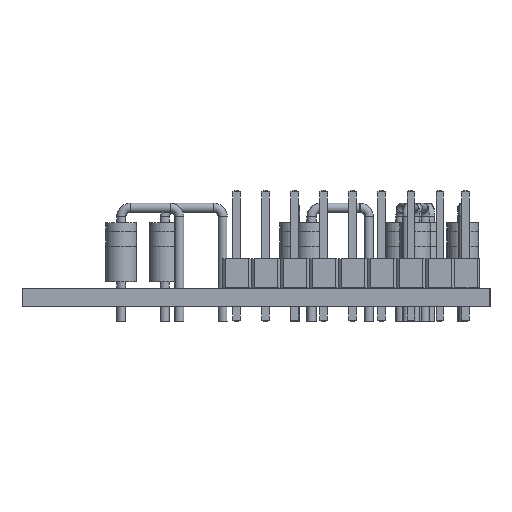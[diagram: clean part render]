
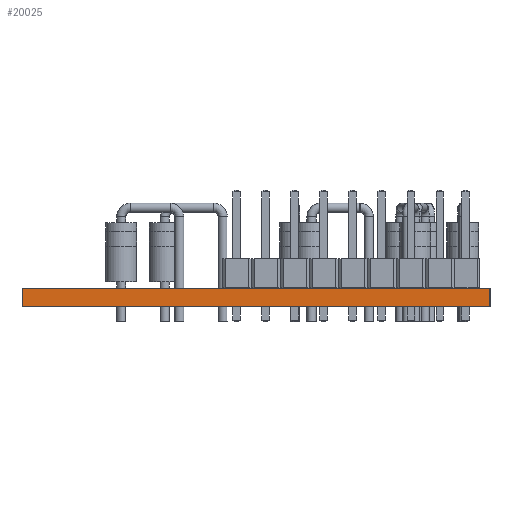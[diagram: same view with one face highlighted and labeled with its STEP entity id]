
A CAD part, left-side view. The second image highlights one B-rep face of the part: STEP entity #20025.
In plain terms, the highlighted planar face has unit normal (-1, 0, 0).
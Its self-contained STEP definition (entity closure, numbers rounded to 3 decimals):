
#19844 = PLANE('',#19845);
#19845 = AXIS2_PLACEMENT_3D('',#19846,#19847,#19848);
#19846 = CARTESIAN_POINT('',(260.422,-110.581,0.));
#19847 = DIRECTION('',(0.,-1.,0.));
#19848 = DIRECTION('',(-1.,0.,0.));
#19869 = VERTEX_POINT('',#19870);
#19870 = CARTESIAN_POINT('',(40.465,-110.581,1.58));
#19884 = PLANE('',#19885);
#19885 = AXIS2_PLACEMENT_3D('',#19886,#19887,#19888);
#19886 = CARTESIAN_POINT('',(150.443,-90.089,1.58));
#19887 = DIRECTION('',(-0.,-0.,-1.));
#19888 = DIRECTION('',(-1.,0.,0.));
#19896 = EDGE_CURVE('',#19897,#19869,#19899,.T.);
#19897 = VERTEX_POINT('',#19898);
#19898 = CARTESIAN_POINT('',(40.465,-110.581,0.));
#19899 = SURFACE_CURVE('',#19900,(#19904,#19911),.PCURVE_S1.);
#19900 = LINE('',#19901,#19902);
#19901 = CARTESIAN_POINT('',(40.465,-110.581,0.));
#19902 = VECTOR('',#19903,1.);
#19903 = DIRECTION('',(0.,0.,1.));
#19904 = PCURVE('',#19844,#19905);
#19905 = DEFINITIONAL_REPRESENTATION('',(#19906),#19910);
#19906 = LINE('',#19907,#19908);
#19907 = CARTESIAN_POINT('',(219.957,0.));
#19908 = VECTOR('',#19909,1.);
#19909 = DIRECTION('',(0.,-1.));
#19910 = ( GEOMETRIC_REPRESENTATION_CONTEXT(2) 
PARAMETRIC_REPRESENTATION_CONTEXT() REPRESENTATION_CONTEXT('2D SPACE',''
  ) );
#19911 = PCURVE('',#19912,#19917);
#19912 = PLANE('',#19913);
#19913 = AXIS2_PLACEMENT_3D('',#19914,#19915,#19916);
#19914 = CARTESIAN_POINT('',(40.465,-110.581,0.));
#19915 = DIRECTION('',(-1.,0.,0.));
#19916 = DIRECTION('',(0.,1.,0.));
#19917 = DEFINITIONAL_REPRESENTATION('',(#19918),#19922);
#19918 = LINE('',#19919,#19920);
#19919 = CARTESIAN_POINT('',(0.,0.));
#19920 = VECTOR('',#19921,1.);
#19921 = DIRECTION('',(0.,-1.));
#19922 = ( GEOMETRIC_REPRESENTATION_CONTEXT(2) 
PARAMETRIC_REPRESENTATION_CONTEXT() REPRESENTATION_CONTEXT('2D SPACE',''
  ) );
#19938 = PLANE('',#19939);
#19939 = AXIS2_PLACEMENT_3D('',#19940,#19941,#19942);
#19940 = CARTESIAN_POINT('',(150.443,-90.089,0.));
#19941 = DIRECTION('',(-0.,-0.,-1.));
#19942 = DIRECTION('',(-1.,0.,0.));
#19971 = PLANE('',#19972);
#19972 = AXIS2_PLACEMENT_3D('',#19973,#19974,#19975);
#19973 = CARTESIAN_POINT('',(40.465,-69.596,0.));
#19974 = DIRECTION('',(0.,1.,0.));
#19975 = DIRECTION('',(1.,0.,0.));
#20025 = ADVANCED_FACE('',(#20026),#19912,.T.);
#20026 = FACE_BOUND('',#20027,.T.);
#20027 = EDGE_LOOP('',(#20028,#20029,#20052,#20075));
#20028 = ORIENTED_EDGE('',*,*,#19896,.T.);
#20029 = ORIENTED_EDGE('',*,*,#20030,.T.);
#20030 = EDGE_CURVE('',#19869,#20031,#20033,.T.);
#20031 = VERTEX_POINT('',#20032);
#20032 = CARTESIAN_POINT('',(40.465,-69.596,1.58));
#20033 = SURFACE_CURVE('',#20034,(#20038,#20045),.PCURVE_S1.);
#20034 = LINE('',#20035,#20036);
#20035 = CARTESIAN_POINT('',(40.465,-110.581,1.58));
#20036 = VECTOR('',#20037,1.);
#20037 = DIRECTION('',(0.,1.,0.));
#20038 = PCURVE('',#19912,#20039);
#20039 = DEFINITIONAL_REPRESENTATION('',(#20040),#20044);
#20040 = LINE('',#20041,#20042);
#20041 = CARTESIAN_POINT('',(0.,-1.58));
#20042 = VECTOR('',#20043,1.);
#20043 = DIRECTION('',(1.,0.));
#20044 = ( GEOMETRIC_REPRESENTATION_CONTEXT(2) 
PARAMETRIC_REPRESENTATION_CONTEXT() REPRESENTATION_CONTEXT('2D SPACE',''
  ) );
#20045 = PCURVE('',#19884,#20046);
#20046 = DEFINITIONAL_REPRESENTATION('',(#20047),#20051);
#20047 = LINE('',#20048,#20049);
#20048 = CARTESIAN_POINT('',(109.979,-20.492));
#20049 = VECTOR('',#20050,1.);
#20050 = DIRECTION('',(0.,1.));
#20051 = ( GEOMETRIC_REPRESENTATION_CONTEXT(2) 
PARAMETRIC_REPRESENTATION_CONTEXT() REPRESENTATION_CONTEXT('2D SPACE',''
  ) );
#20052 = ORIENTED_EDGE('',*,*,#20053,.F.);
#20053 = EDGE_CURVE('',#20054,#20031,#20056,.T.);
#20054 = VERTEX_POINT('',#20055);
#20055 = CARTESIAN_POINT('',(40.465,-69.596,0.));
#20056 = SURFACE_CURVE('',#20057,(#20061,#20068),.PCURVE_S1.);
#20057 = LINE('',#20058,#20059);
#20058 = CARTESIAN_POINT('',(40.465,-69.596,0.));
#20059 = VECTOR('',#20060,1.);
#20060 = DIRECTION('',(0.,0.,1.));
#20061 = PCURVE('',#19912,#20062);
#20062 = DEFINITIONAL_REPRESENTATION('',(#20063),#20067);
#20063 = LINE('',#20064,#20065);
#20064 = CARTESIAN_POINT('',(40.984,0.));
#20065 = VECTOR('',#20066,1.);
#20066 = DIRECTION('',(0.,-1.));
#20067 = ( GEOMETRIC_REPRESENTATION_CONTEXT(2) 
PARAMETRIC_REPRESENTATION_CONTEXT() REPRESENTATION_CONTEXT('2D SPACE',''
  ) );
#20068 = PCURVE('',#19971,#20069);
#20069 = DEFINITIONAL_REPRESENTATION('',(#20070),#20074);
#20070 = LINE('',#20071,#20072);
#20071 = CARTESIAN_POINT('',(0.,0.));
#20072 = VECTOR('',#20073,1.);
#20073 = DIRECTION('',(0.,-1.));
#20074 = ( GEOMETRIC_REPRESENTATION_CONTEXT(2) 
PARAMETRIC_REPRESENTATION_CONTEXT() REPRESENTATION_CONTEXT('2D SPACE',''
  ) );
#20075 = ORIENTED_EDGE('',*,*,#20076,.F.);
#20076 = EDGE_CURVE('',#19897,#20054,#20077,.T.);
#20077 = SURFACE_CURVE('',#20078,(#20082,#20089),.PCURVE_S1.);
#20078 = LINE('',#20079,#20080);
#20079 = CARTESIAN_POINT('',(40.465,-110.581,0.));
#20080 = VECTOR('',#20081,1.);
#20081 = DIRECTION('',(0.,1.,0.));
#20082 = PCURVE('',#19912,#20083);
#20083 = DEFINITIONAL_REPRESENTATION('',(#20084),#20088);
#20084 = LINE('',#20085,#20086);
#20085 = CARTESIAN_POINT('',(0.,0.));
#20086 = VECTOR('',#20087,1.);
#20087 = DIRECTION('',(1.,0.));
#20088 = ( GEOMETRIC_REPRESENTATION_CONTEXT(2) 
PARAMETRIC_REPRESENTATION_CONTEXT() REPRESENTATION_CONTEXT('2D SPACE',''
  ) );
#20089 = PCURVE('',#19938,#20090);
#20090 = DEFINITIONAL_REPRESENTATION('',(#20091),#20095);
#20091 = LINE('',#20092,#20093);
#20092 = CARTESIAN_POINT('',(109.979,-20.492));
#20093 = VECTOR('',#20094,1.);
#20094 = DIRECTION('',(0.,1.));
#20095 = ( GEOMETRIC_REPRESENTATION_CONTEXT(2) 
PARAMETRIC_REPRESENTATION_CONTEXT() REPRESENTATION_CONTEXT('2D SPACE',''
  ) );
